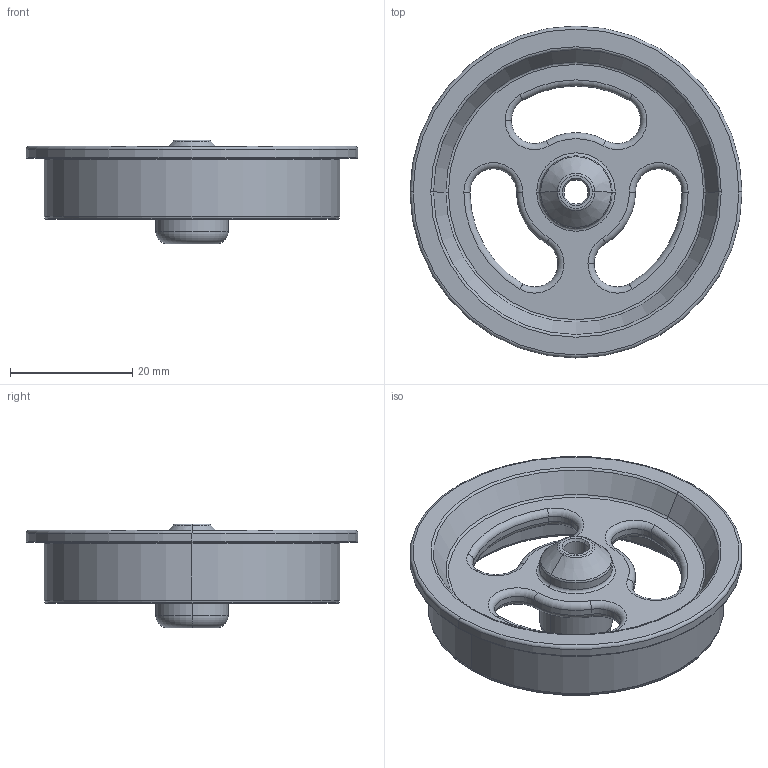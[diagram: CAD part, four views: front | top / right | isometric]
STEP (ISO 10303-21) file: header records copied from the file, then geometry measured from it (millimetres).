
FILE_DESCRIPTION (( 'STEP AP203' ), '1' );
FILE_NAME ('roue inertie-rev A.STEP', '2015-04-12T06:45:54', ( '' ), ( '' ), 'SwSTEP 2.0', 'SolidWorks 2012', '' );
FILE_SCHEMA (( 'CONFIG_CONTROL_DESIGN' ));
Length unit declared in the file: millimetre
Products named in the file (1): roue inertie-rev A
Bounding box: 54.4 x 54.4 x 17 mm (x, y, z)
Volume: 9397.4 mm3; surface area: 7328.4 mm2
Topology: 1 solids, 1 shells, 99 faces, 214 edges, 122 vertices
Faces by surface type: torus 56, cylinder 26, cone 10, plane 7
Entity records: 2823 total; most frequent: DIRECTION 592, CARTESIAN_POINT 436, ORIENTED_EDGE 428, AXIS2_PLACEMENT_3D 278, EDGE_CURVE 214, CIRCLE 178, VERTEX_POINT 122, EDGE_LOOP 112
